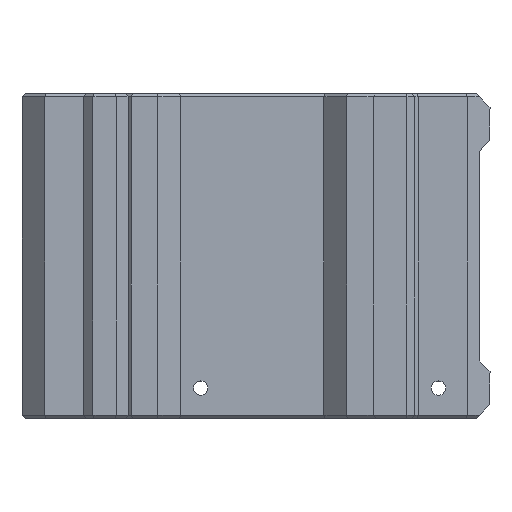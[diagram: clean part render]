
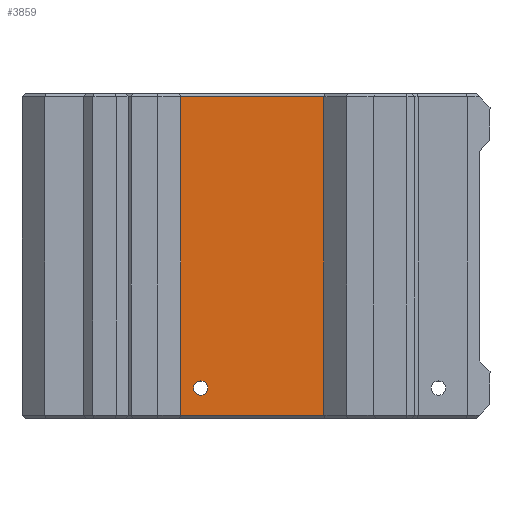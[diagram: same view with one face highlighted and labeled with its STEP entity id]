
A CAD part, top view. The second image highlights one B-rep face of the part: STEP entity #3859.
In plain terms, the highlighted planar face has unit normal (0, 0, 1).
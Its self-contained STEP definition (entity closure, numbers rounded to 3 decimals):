
#25=CIRCLE('',#4102,0.95);
#34=FACE_BOUND('',#393,.T.);
#163=FACE_OUTER_BOUND('',#392,.T.);
#392=EDGE_LOOP('',(#3020,#3021,#3022,#3023));
#393=EDGE_LOOP('',(#3024));
#737=LINE('',#5695,#1272);
#841=LINE('',#5907,#1376);
#842=LINE('',#5910,#1377);
#843=LINE('',#5911,#1378);
#1272=VECTOR('',#4603,1000.);
#1376=VECTOR('',#4807,1000.);
#1377=VECTOR('',#4810,1000.);
#1378=VECTOR('',#4811,1000.);
#1714=VERTEX_POINT('',#5619);
#1732=VERTEX_POINT('',#5691);
#1790=VERTEX_POINT('',#5905);
#1791=VERTEX_POINT('',#5909);
#1792=VERTEX_POINT('',#5912);
#2127=EDGE_CURVE('',#1732,#1714,#737,.T.);
#2233=EDGE_CURVE('',#1732,#1790,#841,.T.);
#2234=EDGE_CURVE('',#1791,#1790,#842,.T.);
#2235=EDGE_CURVE('',#1791,#1714,#843,.T.);
#2236=EDGE_CURVE('',#1792,#1792,#25,.T.);
#3020=ORIENTED_EDGE('',*,*,#2233,.T.);
#3021=ORIENTED_EDGE('',*,*,#2234,.F.);
#3022=ORIENTED_EDGE('',*,*,#2235,.T.);
#3023=ORIENTED_EDGE('',*,*,#2127,.F.);
#3024=ORIENTED_EDGE('',*,*,#2236,.T.);
#3638=PLANE('',#4101);
#3859=ADVANCED_FACE('',(#163,#34),#3638,.T.);
#4101=AXIS2_PLACEMENT_3D('',#5908,#4808,#4809);
#4102=AXIS2_PLACEMENT_3D('',#5913,#4812,#4813);
#4603=DIRECTION('',(1.,0.,0.));
#4807=DIRECTION('',(0.,-1.,0.));
#4808=DIRECTION('center_axis',(0.,0.,
1.));
#4809=DIRECTION('ref_axis',(1.,0.,0.));
#4810=DIRECTION('',(-1.,0.,0.));
#4811=DIRECTION('',(0.,1.,0.));
#4812=DIRECTION('center_axis',(0.,0.,
-1.));
#4813=DIRECTION('ref_axis',(-1.,0.,0.));
#5619=CARTESIAN_POINT('',(12.955,96.864,62.15));
#5691=CARTESIAN_POINT('',(-6.045,96.864,62.15));
#5695=CARTESIAN_POINT('',(-5.045,96.864,62.15));
#5905=CARTESIAN_POINT('',(-6.045,54.664,62.15));
#5907=CARTESIAN_POINT('',(-6.045,97.264,62.15));
#5908=CARTESIAN_POINT('Origin',(-13.545,97.264,62.15));
#5909=CARTESIAN_POINT('',(12.955,54.664,62.15));
#5910=CARTESIAN_POINT('',(-5.045,54.664,62.15));
#5911=CARTESIAN_POINT('',(12.955,102.264,62.15));
#5912=CARTESIAN_POINT('',(-2.42,58.264,62.15));
#5913=CARTESIAN_POINT('Origin',(-3.37,58.264,62.15));
